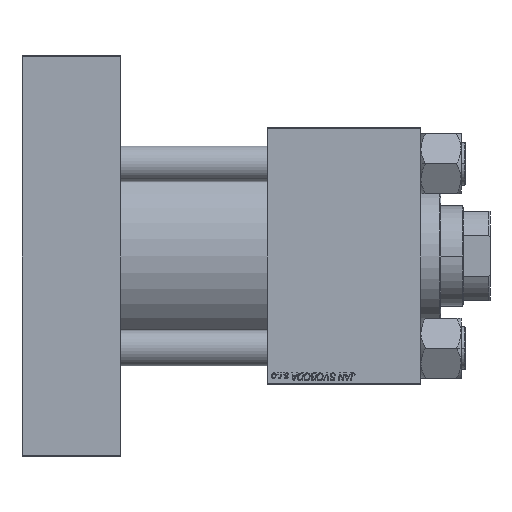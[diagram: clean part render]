
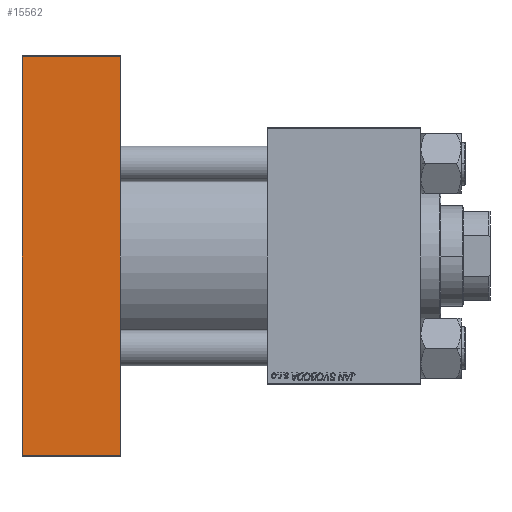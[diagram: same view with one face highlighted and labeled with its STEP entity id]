
A CAD part, front view. The second image highlights one B-rep face of the part: STEP entity #15562.
In plain terms, the highlighted planar face has unit normal (0, -1, 0).
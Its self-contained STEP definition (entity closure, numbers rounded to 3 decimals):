
#209 = VERTEX_POINT ( 'NONE', #47143 ) ;
#2077 = LINE ( 'NONE', #25618, #11792 ) ;
#2894 = PLANE ( 'NONE',  #18586 ) ;
#4516 = EDGE_CURVE ( 'NONE', #25484, #5553, #2077, .T. ) ;
#4995 = VECTOR ( 'NONE', #42211, 1000. ) ;
#5229 = CARTESIAN_POINT ( 'NONE',  ( 0., -57.5, -89.5 ) ) ;
#5473 = CARTESIAN_POINT ( 'NONE',  ( 44., -57.5, -89.5 ) ) ;
#5553 = VERTEX_POINT ( 'NONE', #5473 ) ;
#6154 = LINE ( 'NONE', #26628, #4995 ) ;
#10061 = FACE_OUTER_BOUND ( 'NONE', #34308, .T. ) ;
#10310 = DIRECTION ( 'NONE',  ( 0., 1., 0. ) ) ;
#11353 = LINE ( 'NONE', #42553, #36807 ) ;
#11792 = VECTOR ( 'NONE', #22024, 1000. ) ;
#14664 = CARTESIAN_POINT ( 'NONE',  ( 44., -57.5, 90. ) ) ;
#15562 = ADVANCED_FACE ( 'NONE', ( #10061 ), #2894, .F. ) ;
#16676 = LINE ( 'NONE', #43526, #34612 ) ;
#18586 = AXIS2_PLACEMENT_3D ( 'NONE', #14664, #10310, #30261 ) ;
#18793 = DIRECTION ( 'NONE',  ( -1., 0., 0. ) ) ;
#22024 = DIRECTION ( 'NONE',  ( 0., 0., -1. ) ) ;
#23967 = ORIENTED_EDGE ( 'NONE', *, *, #47373, .T. ) ;
#24636 = ORIENTED_EDGE ( 'NONE', *, *, #4516, .F. ) ;
#25484 = VERTEX_POINT ( 'NONE', #32938 ) ;
#25618 = CARTESIAN_POINT ( 'NONE',  ( 44., -57.5, 90. ) ) ;
#26084 = ORIENTED_EDGE ( 'NONE', *, *, #35240, .T. ) ;
#26628 = CARTESIAN_POINT ( 'NONE',  ( 44., -57.5, -89.5 ) ) ;
#30261 = DIRECTION ( 'NONE',  ( 0., 0., 1. ) ) ;
#32017 = DIRECTION ( 'NONE',  ( 0., 0., -1. ) ) ;
#32938 = CARTESIAN_POINT ( 'NONE',  ( 44., -57.5, 89.5 ) ) ;
#34308 = EDGE_LOOP ( 'NONE', ( #26084, #23967, #24636, #43119 ) ) ;
#34612 = VECTOR ( 'NONE', #32017, 1000. ) ;
#35240 = EDGE_CURVE ( 'NONE', #209, #50345, #16676, .T. ) ;
#36807 = VECTOR ( 'NONE', #18793, 1000. ) ;
#42211 = DIRECTION ( 'NONE',  ( 1., 0., 0. ) ) ;
#42553 = CARTESIAN_POINT ( 'NONE',  ( 44., -57.5, 89.5 ) ) ;
#43119 = ORIENTED_EDGE ( 'NONE', *, *, #46055, .T. ) ;
#43526 = CARTESIAN_POINT ( 'NONE',  ( 0., -57.5, 90. ) ) ;
#46055 = EDGE_CURVE ( 'NONE', #25484, #209, #11353, .T. ) ;
#47143 = CARTESIAN_POINT ( 'NONE',  ( 0., -57.5, 89.5 ) ) ;
#47373 = EDGE_CURVE ( 'NONE', #50345, #5553, #6154, .T. ) ;
#50345 = VERTEX_POINT ( 'NONE', #5229 ) ;
